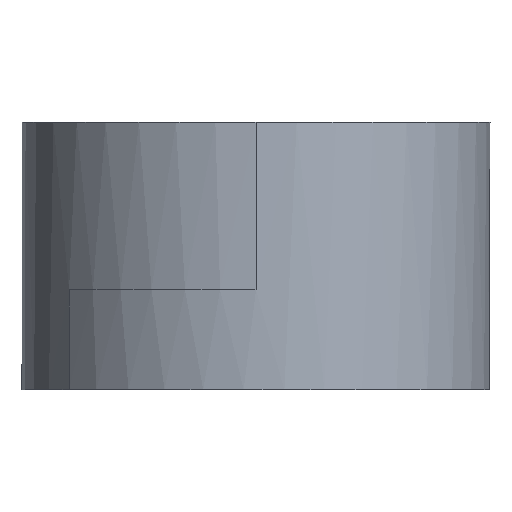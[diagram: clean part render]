
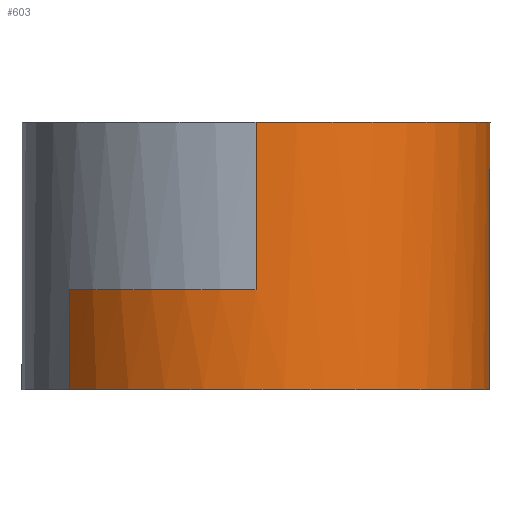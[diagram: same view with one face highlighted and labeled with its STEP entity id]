
A CAD part, left-side view. The second image highlights one B-rep face of the part: STEP entity #603.
In plain terms, the highlighted cylindrical face has radius 3.63 mm (diameter 7.26 mm), a partial arc.
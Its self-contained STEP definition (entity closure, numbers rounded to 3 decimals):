
#62=CARTESIAN_POINT('',(0.,20.,4.15));
#63=DIRECTION('',(0.,0.,-1.));
#64=DIRECTION('',(1.,0.,0.));
#65=AXIS2_PLACEMENT_3D('',#62,#63,#64);
#77=DIRECTION('',(0.,0.,1.));
#78=VECTOR('',#77,1.55);
#79=CARTESIAN_POINT('',(-2.183,22.9,0.));
#80=LINE('',#79,#78);
#85=DIRECTION('',(0.,0.,1.));
#86=VECTOR('',#85,2.6);
#87=CARTESIAN_POINT('',(3.63,20.,1.55));
#88=LINE('',#87,#86);
#89=CARTESIAN_POINT('',(0.,20.,1.55));
#90=DIRECTION('',(0.,0.,-1.));
#91=DIRECTION('',(-1.,0.,0.));
#92=AXIS2_PLACEMENT_3D('',#89,#90,#91);
#94=CARTESIAN_POINT('',(0.,20.,0.));
#95=DIRECTION('',(0.,0.,-1.));
#96=DIRECTION('',(0.601,-0.799,0.));
#97=AXIS2_PLACEMENT_3D('',#94,#95,#96);
#99=DIRECTION('',(0.,0.,1.));
#100=VECTOR('',#99,2.6);
#101=CARTESIAN_POINT('',(-3.63,20.,1.55));
#102=LINE('',#101,#100);
#103=DIRECTION('',(0.,0.,-1.));
#104=VECTOR('',#103,1.55);
#105=CARTESIAN_POINT('',(2.183,17.1,1.55));
#106=LINE('',#105,#104);
#235=CARTESIAN_POINT('',(0.,20.,1.55));
#236=DIRECTION('',(0.,0.,1.));
#237=DIRECTION('',(0.601,-0.799,0.));
#238=AXIS2_PLACEMENT_3D('',#235,#236,#237);
#368=CARTESIAN_POINT('',(2.183,17.1,0.));
#370=VERTEX_POINT('',#368);
#402=CARTESIAN_POINT('',(2.183,17.1,1.55));
#403=VERTEX_POINT('',#402);
#406=CARTESIAN_POINT('',(3.63,20.,4.15));
#407=CARTESIAN_POINT('',(-3.63,20.,4.15));
#408=VERTEX_POINT('',#406);
#409=VERTEX_POINT('',#407);
#410=CARTESIAN_POINT('',(3.63,20.,1.55));
#411=VERTEX_POINT('',#410);
#450=CARTESIAN_POINT('',(-2.183,22.9,0.));
#451=CARTESIAN_POINT('',(-2.183,22.9,1.55));
#452=VERTEX_POINT('',#450);
#453=VERTEX_POINT('',#451);
#454=CARTESIAN_POINT('',(-3.63,20.,1.55));
#455=VERTEX_POINT('',#454);
#585=CARTESIAN_POINT('',(0.,20.,1.55));
#586=DIRECTION('',(0.,0.,-1.));
#587=DIRECTION('',(-1.,0.,0.));
#588=AXIS2_PLACEMENT_3D('',#585,#586,#587);
#589=CYLINDRICAL_SURFACE('',#588,3.63);
#591=ORIENTED_EDGE('',*,*,#590,.T.);
#592=ORIENTED_EDGE('',*,*,#567,.T.);
#593=ORIENTED_EDGE('',*,*,#580,.F.);
#594=ORIENTED_EDGE('',*,*,#578,.T.);
#595=ORIENTED_EDGE('',*,*,#553,.F.);
#596=ORIENTED_EDGE('',*,*,#575,.F.);
#598=ORIENTED_EDGE('',*,*,#597,.F.);
#600=ORIENTED_EDGE('',*,*,#599,.T.);
#601=EDGE_LOOP('',(#591,#592,#593,#594,#595,#596,#598,#600));
#602=FACE_OUTER_BOUND('',#601,.F.);
#603=ADVANCED_FACE('',(#602),#589,.T.);
#66=CIRCLE('',#65,3.63);
#93=CIRCLE('',#92,3.63);
#98=CIRCLE('',#97,3.63);
#239=CIRCLE('',#238,3.63);
#553=EDGE_CURVE('',#408,#409,#66,.T.);
#567=EDGE_CURVE('',#452,#453,#80,.T.);
#575=EDGE_CURVE('',#411,#408,#88,.T.);
#578=EDGE_CURVE('',#455,#409,#102,.T.);
#580=EDGE_CURVE('',#455,#453,#93,.T.);
#590=EDGE_CURVE('',#370,#452,#98,.T.);
#597=EDGE_CURVE('',#403,#411,#239,.T.);
#599=EDGE_CURVE('',#403,#370,#106,.T.);
